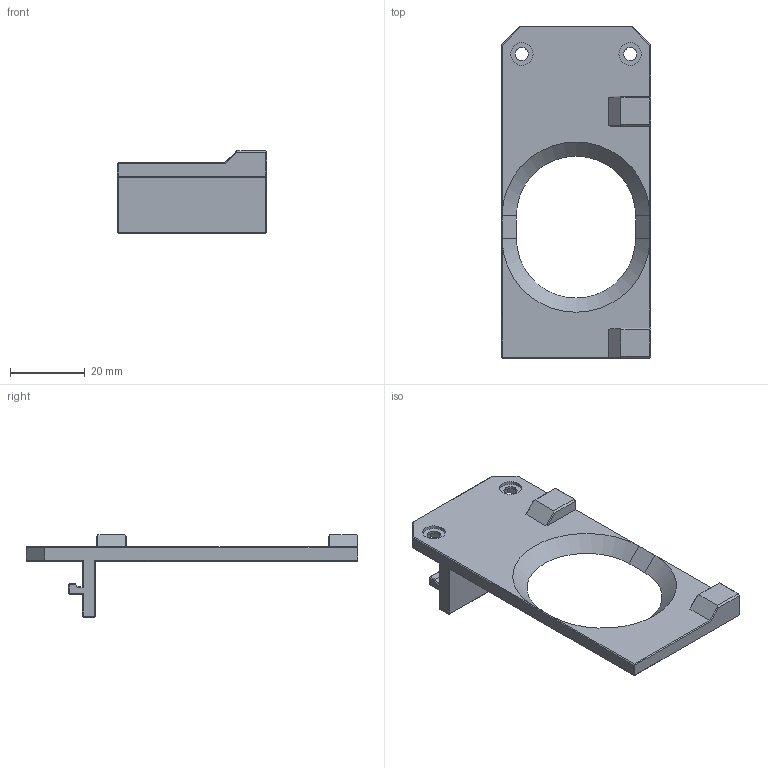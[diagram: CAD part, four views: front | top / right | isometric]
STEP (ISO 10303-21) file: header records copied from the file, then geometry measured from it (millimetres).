
FILE_DESCRIPTION(/* description */ (''),/* implementation_level */ '2;1');
FILE_NAME(/* name */ 'zerofilter_mount v2.step',/* time_stamp */ '2022-03-31T22:04:47-07:00',/* author */ (''),/* organization */ (''),/* preprocessor_version */ 'ST-DEVELOPER v18.1',/* originating_system */ 'Autodesk Translation Framework v10.13.0.1454',/* authorisation */ '');
FILE_SCHEMA (('AUTOMOTIVE_DESIGN { 1 0 10303 214 3 1 1 }'));
Length unit declared in the file: millimetre
Products named in the file (2): zerofilter_mount; v0.1_zerofilter_mount
Assembly tree (1 placements, depth 2):
  zerofilter_mount
    v0.1_zerofilter_mount
Bounding box: 40 x 88.8 x 22 mm (x, y, z)
Volume: 11404.2 mm3; surface area: 8184.4 mm2
Topology: 1 solids, 1 shells, 118 faces, 297 edges, 186 vertices
Faces by surface type: plane 108, cylinder 6, cone 4
Full cylindrical faces by diameter (mm): 3.5 x2, 4.7 x2, 6 x2
Entity records: 3499 total; most frequent: CARTESIAN_POINT 612, ORIENTED_EDGE 594, DIRECTION 553, EDGE_CURVE 297, LINE 275, VECTOR 275, VERTEX_POINT 186, AXIS2_PLACEMENT_3D 139
